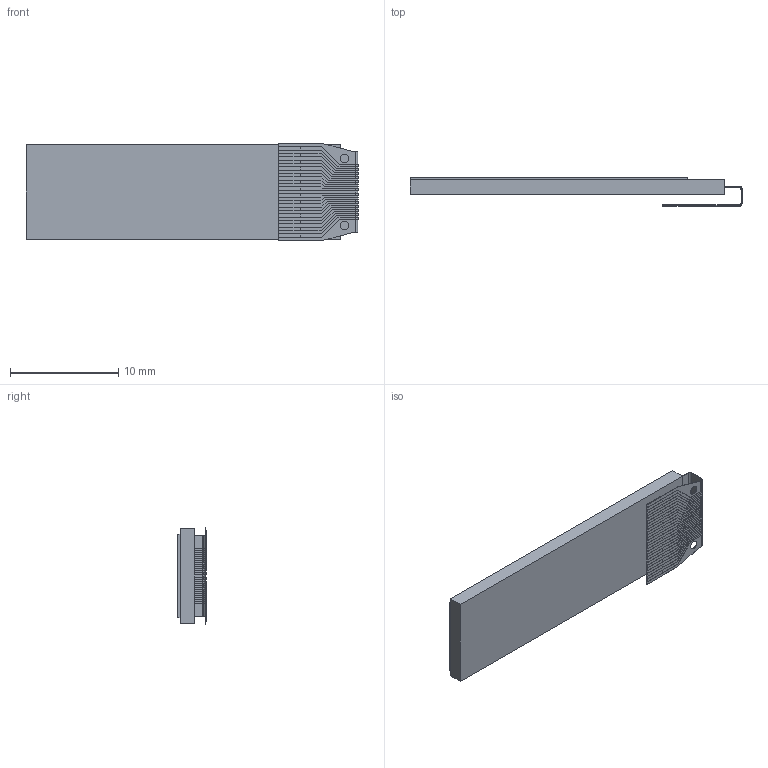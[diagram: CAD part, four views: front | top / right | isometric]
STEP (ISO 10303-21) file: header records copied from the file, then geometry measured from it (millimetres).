
FILE_DESCRIPTION(/* description */ ('STEP AP214'),/* implementation_level */ '2;1');
FILE_NAME(/* name */ '60692b9535515310d9f6a281',/* time_stamp */ '2021-04-04T02:59:34+00:00',/* author */ (''),/* organization */ (''),/* preprocessor_version */ 'ST-DEVELOPER v18.1',/* originating_system */ ' ',/* authorisation */ ' ');
FILE_SCHEMA (('AUTOMOTIVE_DESIGN {1 0 10303 214 3 1 1}'));
Length unit declared in the file: metre
Products named in the file (1): 0.87" OLED Bent v15
Bounding box: 30.64 x 2.61 x 9 mm (x, y, z)
Volume: 371.2 mm3; surface area: 805.6 mm2
Topology: 1 solids, 1 shells, 303 faces, 897 edges, 600 vertices
Faces by surface type: plane 241, cylinder 62
Full cylindrical faces by diameter (mm): 0.8 x2
Entity records: 10698 total; most frequent: CARTESIAN_POINT 1799, ORIENTED_EDGE 1790, DIRECTION 1641, EDGE_CURVE 895, LINE 757, VECTOR 757, VERTEX_POINT 600, AXIS2_PLACEMENT_3D 442
